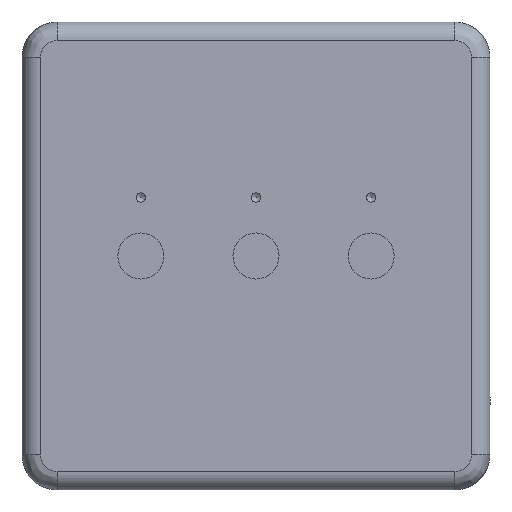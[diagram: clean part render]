
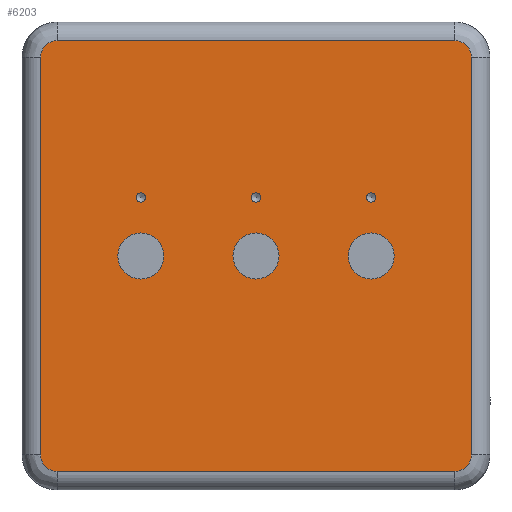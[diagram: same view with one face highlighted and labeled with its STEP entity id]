
A CAD part, front view. The second image highlights one B-rep face of the part: STEP entity #6203.
In plain terms, the highlighted planar face has unit normal (0, -1, 0).
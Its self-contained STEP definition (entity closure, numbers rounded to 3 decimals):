
#347=FACE_BOUND('',#1018,.T.);
#348=FACE_BOUND('',#1019,.T.);
#349=FACE_BOUND('',#1020,.T.);
#350=FACE_BOUND('',#1021,.T.);
#351=FACE_BOUND('',#1022,.T.);
#352=FACE_BOUND('',#1023,.T.);
#408=PLANE('',#6663);
#639=FACE_OUTER_BOUND('',#1017,.T.);
#1017=EDGE_LOOP('',(#4815,#4816,#4817,#4818,#4819,#4820,#4821,#4822));
#1018=EDGE_LOOP('',(#4823));
#1019=EDGE_LOOP('',(#4824));
#1020=EDGE_LOOP('',(#4825));
#1021=EDGE_LOOP('',(#4826));
#1022=EDGE_LOOP('',(#4827));
#1023=EDGE_LOOP('',(#4828));
#1522=LINE('',#10025,#2068);
#1523=LINE('',#10029,#2069);
#1524=LINE('',#10033,#2070);
#1525=LINE('',#10037,#2071);
#2068=VECTOR('',#7584,1000.);
#2069=VECTOR('',#7587,1000.);
#2070=VECTOR('',#7590,1000.);
#2071=VECTOR('',#7593,1000.);
#2368=CIRCLE('',#6498,0.508);
#2370=CIRCLE('',#6502,0.508);
#2372=CIRCLE('',#6506,0.508);
#2374=CIRCLE('',#6510,2.5);
#2376=CIRCLE('',#6513,2.5);
#2378=CIRCLE('',#6516,2.5);
#2456=CIRCLE('',#6664,1.778);
#2457=CIRCLE('',#6665,1.778);
#2458=CIRCLE('',#6666,1.778);
#2459=CIRCLE('',#6667,1.778);
#2575=VERTEX_POINT('',#8794);
#2578=VERTEX_POINT('',#8803);
#2581=VERTEX_POINT('',#8812);
#2584=VERTEX_POINT('',#8821);
#2586=VERTEX_POINT('',#8827);
#2588=VERTEX_POINT('',#8833);
#2914=VERTEX_POINT('',#10023);
#2915=VERTEX_POINT('',#10024);
#2916=VERTEX_POINT('',#10026);
#2917=VERTEX_POINT('',#10028);
#2918=VERTEX_POINT('',#10030);
#2919=VERTEX_POINT('',#10032);
#2920=VERTEX_POINT('',#10034);
#2921=VERTEX_POINT('',#10036);
#3222=EDGE_CURVE('',#2575,#2575,#2368,.T.);
#3226=EDGE_CURVE('',#2578,#2578,#2370,.T.);
#3230=EDGE_CURVE('',#2581,#2581,#2372,.T.);
#3234=EDGE_CURVE('',#2584,#2584,#2374,.T.);
#3237=EDGE_CURVE('',#2586,#2586,#2376,.T.);
#3240=EDGE_CURVE('',#2588,#2588,#2378,.T.);
#3617=EDGE_CURVE('',#2914,#2915,#1522,.T.);
#3618=EDGE_CURVE('',#2915,#2916,#2456,.T.);
#3619=EDGE_CURVE('',#2916,#2917,#1523,.T.);
#3620=EDGE_CURVE('',#2917,#2918,#2457,.T.);
#3621=EDGE_CURVE('',#2918,#2919,#1524,.T.);
#3622=EDGE_CURVE('',#2919,#2920,#2458,.T.);
#3623=EDGE_CURVE('',#2920,#2921,#1525,.T.);
#3624=EDGE_CURVE('',#2921,#2914,#2459,.T.);
#4815=ORIENTED_EDGE('',*,*,#3617,.T.);
#4816=ORIENTED_EDGE('',*,*,#3618,.T.);
#4817=ORIENTED_EDGE('',*,*,#3619,.T.);
#4818=ORIENTED_EDGE('',*,*,#3620,.T.);
#4819=ORIENTED_EDGE('',*,*,#3621,.T.);
#4820=ORIENTED_EDGE('',*,*,#3622,.T.);
#4821=ORIENTED_EDGE('',*,*,#3623,.T.);
#4822=ORIENTED_EDGE('',*,*,#3624,.T.);
#4823=ORIENTED_EDGE('',*,*,#3222,.F.);
#4824=ORIENTED_EDGE('',*,*,#3226,.F.);
#4825=ORIENTED_EDGE('',*,*,#3230,.F.);
#4826=ORIENTED_EDGE('',*,*,#3234,.F.);
#4827=ORIENTED_EDGE('',*,*,#3237,.F.);
#4828=ORIENTED_EDGE('',*,*,#3240,.F.);
#6203=ADVANCED_FACE('',(#639,#347,#348,#349,#350,#351,#352),#408,.F.);
#6498=AXIS2_PLACEMENT_3D('',#8796,#7014,#7015);
#6502=AXIS2_PLACEMENT_3D('',#8805,#7024,#7025);
#6506=AXIS2_PLACEMENT_3D('',#8814,#7034,#7035);
#6510=AXIS2_PLACEMENT_3D('',#8823,#7044,#7045);
#6513=AXIS2_PLACEMENT_3D('',#8829,#7051,#7052);
#6516=AXIS2_PLACEMENT_3D('',#8835,#7058,#7059);
#6663=AXIS2_PLACEMENT_3D('',#10022,#7582,#7583);
#6664=AXIS2_PLACEMENT_3D('',#10027,#7585,#7586);
#6665=AXIS2_PLACEMENT_3D('',#10031,#7588,#7589);
#6666=AXIS2_PLACEMENT_3D('',#10035,#7591,#7592);
#6667=AXIS2_PLACEMENT_3D('',#10038,#7594,#7595);
#7014=DIRECTION('center_axis',(0.,-1.,0.));
#7015=DIRECTION('ref_axis',(0.,0.,-1.));
#7024=DIRECTION('center_axis',(0.,-1.,0.));
#7025=DIRECTION('ref_axis',(0.,0.,-1.));
#7034=DIRECTION('center_axis',(0.,-1.,0.));
#7035=DIRECTION('ref_axis',(0.,0.,-1.));
#7044=DIRECTION('center_axis',(0.,-1.,0.));
#7045=DIRECTION('ref_axis',(0.,0.,-1.));
#7051=DIRECTION('center_axis',(0.,-1.,0.));
#7052=DIRECTION('ref_axis',(0.,0.,-1.));
#7058=DIRECTION('center_axis',(0.,-1.,0.));
#7059=DIRECTION('ref_axis',(0.,0.,-1.));
#7582=DIRECTION('center_axis',(0.,1.,0.));
#7583=DIRECTION('ref_axis',(0.,0.,1.));
#7584=DIRECTION('',(-1.,0.,0.));
#7585=DIRECTION('center_axis',(0.,-1.,0.));
#7586=DIRECTION('ref_axis',(0.,0.,1.));
#7587=DIRECTION('',(0.,0.,-1.));
#7588=DIRECTION('center_axis',(0.,-1.,0.));
#7589=DIRECTION('ref_axis',(0.,0.,1.));
#7590=DIRECTION('',(1.,0.,0.));
#7591=DIRECTION('center_axis',(0.,-1.,0.));
#7592=DIRECTION('ref_axis',(0.,0.,1.));
#7593=DIRECTION('',(0.,0.,1.));
#7594=DIRECTION('center_axis',(0.,-1.,0.));
#7595=DIRECTION('ref_axis',(0.,0.,1.));
#8794=CARTESIAN_POINT('',(7.191,219.442,49.275));
#8796=CARTESIAN_POINT('Origin',(7.191,219.442,48.767));
#8803=CARTESIAN_POINT('',(-5.309,219.442,49.275));
#8805=CARTESIAN_POINT('Origin',(-5.309,219.442,48.767));
#8812=CARTESIAN_POINT('',(19.691,219.442,49.275));
#8814=CARTESIAN_POINT('Origin',(19.691,219.442,48.767));
#8821=CARTESIAN_POINT('',(7.191,219.442,44.917));
#8823=CARTESIAN_POINT('Origin',(7.191,219.442,42.417));
#8827=CARTESIAN_POINT('',(-5.309,219.442,44.917));
#8829=CARTESIAN_POINT('Origin',(-5.309,219.442,42.417));
#8833=CARTESIAN_POINT('',(19.691,219.442,44.917));
#8835=CARTESIAN_POINT('Origin',(19.691,219.442,42.417));
#10022=CARTESIAN_POINT('Origin',(-18.209,219.442,67.817));
#10023=CARTESIAN_POINT('',(28.781,219.442,65.785));
#10024=CARTESIAN_POINT('',(-14.399,219.442,65.785));
#10025=CARTESIAN_POINT('',(-18.209,219.442,65.785));
#10026=CARTESIAN_POINT('',(-16.177,219.442,64.007));
#10027=CARTESIAN_POINT('Origin',(-14.399,219.442,64.007));
#10028=CARTESIAN_POINT('',(-16.177,219.442,20.827));
#10029=CARTESIAN_POINT('',(-16.177,219.442,67.817));
#10030=CARTESIAN_POINT('',(-14.399,219.442,19.049));
#10031=CARTESIAN_POINT('Origin',(-14.399,219.442,20.827));
#10032=CARTESIAN_POINT('',(28.781,219.442,19.049));
#10033=CARTESIAN_POINT('',(28.781,219.442,19.049));
#10034=CARTESIAN_POINT('',(30.559,219.442,20.827));
#10035=CARTESIAN_POINT('Origin',(28.781,219.442,20.827));
#10036=CARTESIAN_POINT('',(30.559,219.442,64.007));
#10037=CARTESIAN_POINT('',(30.559,219.442,67.817));
#10038=CARTESIAN_POINT('Origin',(28.781,219.442,64.007));
